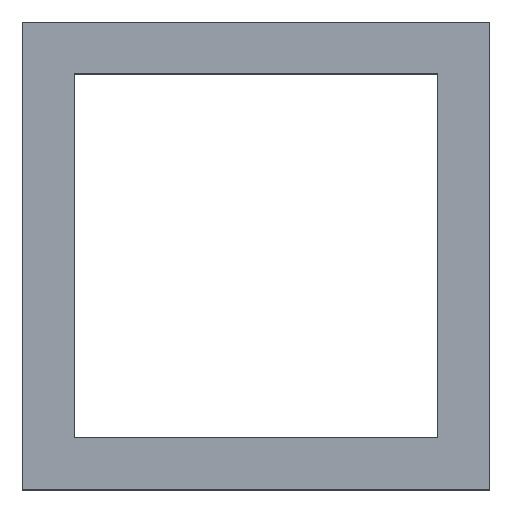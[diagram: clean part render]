
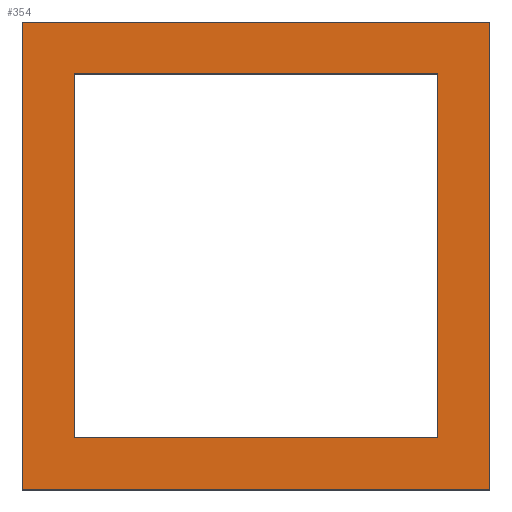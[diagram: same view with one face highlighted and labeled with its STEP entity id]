
A CAD part, top view. The second image highlights one B-rep face of the part: STEP entity #354.
In plain terms, the highlighted planar face has unit normal (0, 0, 1).
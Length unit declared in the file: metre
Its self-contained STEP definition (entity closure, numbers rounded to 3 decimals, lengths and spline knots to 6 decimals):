
#68=ORIENTED_EDGE('',*,*,#151,.T.);
#69=ORIENTED_EDGE('',*,*,#136,.T.);
#70=ORIENTED_EDGE('',*,*,#140,.F.);
#71=ORIENTED_EDGE('',*,*,#149,.F.);
#72=ORIENTED_EDGE('',*,*,#113,.F.);
#73=ORIENTED_EDGE('',*,*,#119,.F.);
#74=ORIENTED_EDGE('',*,*,#116,.T.);
#75=ORIENTED_EDGE('',*,*,#109,.T.);
#109=EDGE_CURVE('',#158,#156,#189,.T.);
#113=EDGE_CURVE('',#160,#156,#193,.T.);
#116=EDGE_CURVE('',#163,#158,#196,.T.);
#119=EDGE_CURVE('',#163,#160,#199,.T.);
#136=EDGE_CURVE('',#179,#178,#216,.T.);
#140=EDGE_CURVE('',#181,#178,#220,.T.);
#149=EDGE_CURVE('',#187,#181,#229,.T.);
#151=EDGE_CURVE('',#187,#179,#231,.T.);
#156=VERTEX_POINT('',#480);
#158=VERTEX_POINT('',#483);
#160=VERTEX_POINT('',#489);
#163=VERTEX_POINT('',#497);
#178=VERTEX_POINT('',#536);
#179=VERTEX_POINT('',#538);
#181=VERTEX_POINT('',#544);
#187=VERTEX_POINT('',#561);
#189=LINE('',#482,#237);
#193=LINE('',#491,#241);
#196=LINE('',#496,#244);
#199=LINE('',#501,#247);
#216=LINE('',#537,#264);
#220=LINE('',#545,#268);
#229=LINE('',#562,#277);
#231=LINE('',#565,#279);
#237=VECTOR('',#396,1.);
#241=VECTOR('',#402,1.);
#244=VECTOR('',#407,1.);
#247=VECTOR('',#412,1.);
#264=VECTOR('',#437,1.);
#268=VECTOR('',#443,1.);
#277=VECTOR('',#456,1.);
#279=VECTOR('',#460,1.);
#296=EDGE_LOOP('',(#68,#69,#70,#71));
#297=EDGE_LOOP('',(#72,#73,#74,#75));
#316=FACE_BOUND('',#296,.T.);
#317=FACE_BOUND('',#297,.T.);
#336=PLANE('',#385);
#354=ADVANCED_FACE('',(#316,#317),#336,.F.);
#385=AXIS2_PLACEMENT_3D('',#566,#461,#462);
#396=DIRECTION('',(0.,1.,0.));
#402=DIRECTION('',(1.,0.,0.));
#407=DIRECTION('',(1.,0.,0.));
#412=DIRECTION('',(0.,1.,0.));
#437=DIRECTION('',(1.,0.,0.));
#443=DIRECTION('',(0.,1.,0.));
#456=DIRECTION('',(1.,0.,0.));
#460=DIRECTION('',(0.,1.,0.));
#461=DIRECTION('',(0.,0.,-1.));
#462=DIRECTION('',(1.,0.,0.));
#480=CARTESIAN_POINT('',(0.009,0.009,0.));
#482=CARTESIAN_POINT('',(0.009,-0.0096,0.));
#483=CARTESIAN_POINT('',(0.009,-0.009,0.));
#489=CARTESIAN_POINT('',(-0.009,0.009,0.));
#491=CARTESIAN_POINT('',(-0.0096,0.009,0.));
#496=CARTESIAN_POINT('',(-0.0096,-0.009,0.));
#497=CARTESIAN_POINT('',(-0.009,-0.009,0.));
#501=CARTESIAN_POINT('',(-0.009,-0.0096,0.));
#536=CARTESIAN_POINT('',(0.007,0.007,0.));
#537=CARTESIAN_POINT('',(-0.0072,0.007,0.));
#538=CARTESIAN_POINT('',(-0.007,0.007,0.));
#544=CARTESIAN_POINT('',(0.007,-0.007,0.));
#545=CARTESIAN_POINT('',(0.007,-0.0096,0.));
#561=CARTESIAN_POINT('',(-0.007,-0.007,0.));
#562=CARTESIAN_POINT('',(-0.0072,-0.007,0.));
#565=CARTESIAN_POINT('',(-0.007,-0.0096,0.));
#566=CARTESIAN_POINT('',(-0.0096,-0.0096,0.));
